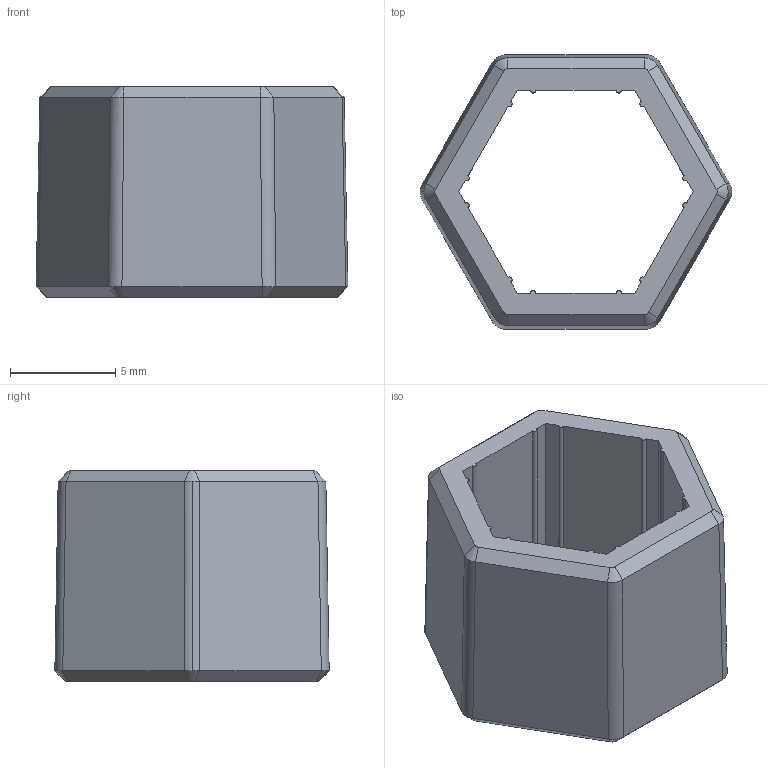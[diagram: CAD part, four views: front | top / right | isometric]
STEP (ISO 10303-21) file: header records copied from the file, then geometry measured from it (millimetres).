
FILE_DESCRIPTION (( 'STEP AP203' ), '1' );
FILE_NAME ('.375 inch hex adaptor.STEP', '2018-11-29T02:44:30', ( '' ), ( '' ), 'SwSTEP 2.0', 'SolidWorks 2018', '' );
FILE_SCHEMA (( 'CONFIG_CONTROL_DESIGN' ));
Length unit declared in the file: millimetre
Products named in the file (1): .375 inch hex adaptor
Bounding box: 14.81 x 13.03 x 10 mm (x, y, z)
Volume: 619.5 mm3; surface area: 892.2 mm2
Topology: 1 solids, 1 shells, 73 faces, 189 edges, 118 vertices
Faces by surface type: plane 38, cylinder 23, bspline 12
Entity records: 2526 total; most frequent: CARTESIAN_POINT 779, ORIENTED_EDGE 378, DIRECTION 295, EDGE_CURVE 189, VERTEX_POINT 118, LINE 107, VECTOR 107, AXIS2_PLACEMENT_3D 94
